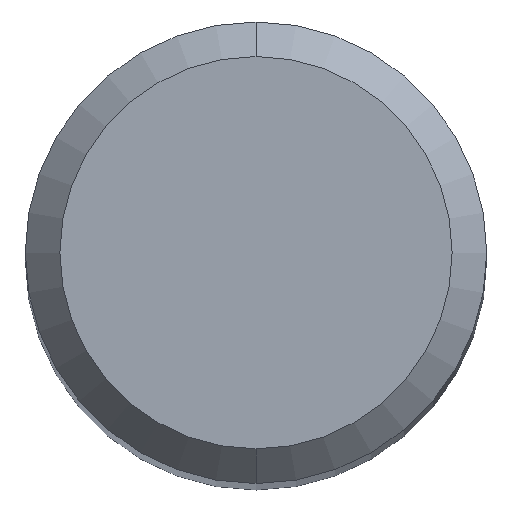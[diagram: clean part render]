
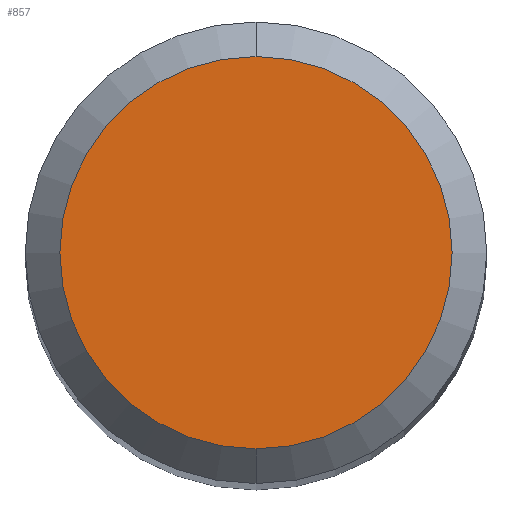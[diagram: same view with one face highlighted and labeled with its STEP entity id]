
A CAD part, top view. The second image highlights one B-rep face of the part: STEP entity #857.
In plain terms, the highlighted planar face has unit normal (0, 0, 1).
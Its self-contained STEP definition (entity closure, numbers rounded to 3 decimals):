
#541=VERTEX_POINT('',#1219);
#607=EDGE_CURVE('',#541,#783,#1291,.T.);
#783=VERTEX_POINT('',#1485);
#841=EDGE_CURVE('',#783,#541,#1547,.T.);
#857=ADVANCED_FACE('',(#1563),#1564,.T.);
#1219=CARTESIAN_POINT('',(0.0,1.7,0.0));
#1291=CIRCLE('',#2886,1.7);
#1485=CARTESIAN_POINT('',(0.,-1.7,0.0));
#1547=CIRCLE('',#3965,1.7);
#1563=FACE_OUTER_BOUND('',#4000,.T.);
#1564=PLANE('',#4001);
#2886=AXIS2_PLACEMENT_3D('',#4743,#4744,#4745);
#3965=AXIS2_PLACEMENT_3D('',#5051,#5052,#5053);
#4000=EDGE_LOOP('',(#5061,#5062));
#4001=AXIS2_PLACEMENT_3D('',#5063,#5064,#5065);
#4743=CARTESIAN_POINT('',(0.0,0.0,0.0));
#4744=DIRECTION('',(0.0,0.0,-1.0));
#4745=DIRECTION('',(0.0,1.0,0.0));
#5051=CARTESIAN_POINT('',(0.0,0.0,0.0));
#5052=DIRECTION('',(0.0,0.0,-1.0));
#5053=DIRECTION('',(0.0,1.0,0.0));
#5061=ORIENTED_EDGE('',*,*,#607,.F.);
#5062=ORIENTED_EDGE('',*,*,#841,.F.);
#5063=CARTESIAN_POINT('',(0.0,0.85,0.0));
#5064=DIRECTION('',(-0.0,0.0,1.0));
#5065=DIRECTION('',(0.0,-1.0,0.0));
